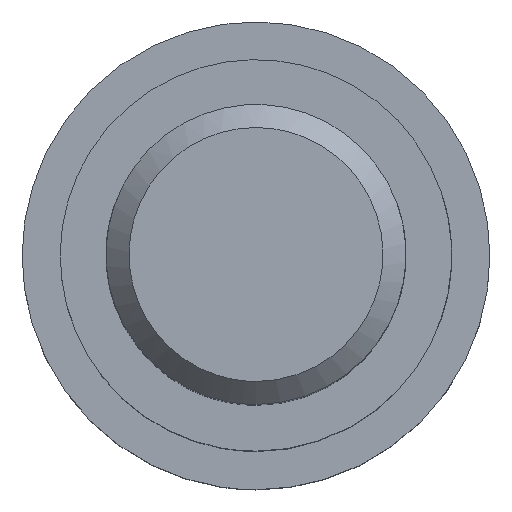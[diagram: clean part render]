
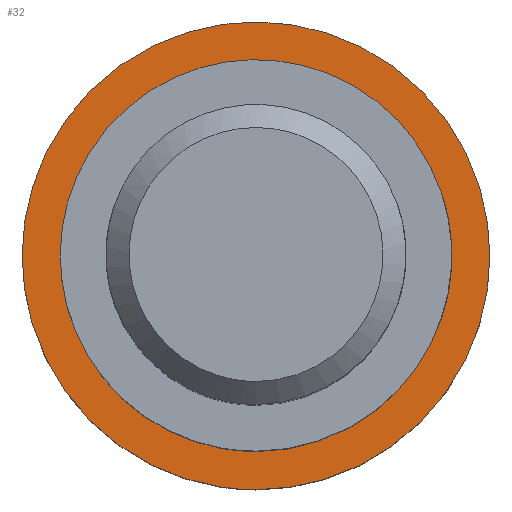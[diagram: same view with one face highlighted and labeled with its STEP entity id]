
A CAD part, top view. The second image highlights one B-rep face of the part: STEP entity #32.
In plain terms, the highlighted planar face has unit normal (0, 0, 1).
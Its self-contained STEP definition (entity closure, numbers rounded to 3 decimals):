
#32=ADVANCED_FACE('',(#47),#215,.T.);
#47=FACE_OUTER_BOUND('',#63,.T.);
#63=EDGE_LOOP('',(#98,#99,#100,#101));
#98=ORIENTED_EDGE('',*,*,#138,.F.);
#99=ORIENTED_EDGE('',*,*,#145,.T.);
#100=ORIENTED_EDGE('',*,*,#138,.T.);
#101=ORIENTED_EDGE('',*,*,#146,.F.);
#138=EDGE_CURVE('',#195,#194,#164,.T.);
#145=EDGE_CURVE('',#195,#195,#178,.T.);
#146=EDGE_CURVE('',#194,#194,#179,.T.);
#164=B_SPLINE_CURVE_WITH_KNOTS('',1,(#464,#465),.UNSPECIFIED.,.F.,.F.,(2,
2),(32.65,34.305),.UNSPECIFIED.);
#178=(
BOUNDED_CURVE()
B_SPLINE_CURVE(2,(#499,#500,#501,#502,#503,#504,#505,#506,#507),
 .UNSPECIFIED.,.T.,.F.)
B_SPLINE_CURVE_WITH_KNOTS((3,2,2,2,3),(0.,15.944,31.887,
47.831,63.774),.UNSPECIFIED.)
CURVE()
GEOMETRIC_REPRESENTATION_ITEM()
RATIONAL_B_SPLINE_CURVE((1.,0.707,1.,0.707,1.,0.707,
1.,0.707,1.))
REPRESENTATION_ITEM('')
);
#179=(
BOUNDED_CURVE()
B_SPLINE_CURVE(2,(#508,#509,#510,#511,#512,#513,#514,#515,#516),
 .UNSPECIFIED.,.T.,.F.)
B_SPLINE_CURVE_WITH_KNOTS((3,2,2,2,3),(0.,15.944,31.887,
47.831,63.774),.UNSPECIFIED.)
CURVE()
GEOMETRIC_REPRESENTATION_ITEM()
RATIONAL_B_SPLINE_CURVE((1.,0.707,1.,0.707,1.,0.707,
1.,0.707,1.))
REPRESENTATION_ITEM('')
);
#194=VERTEX_POINT('',#443);
#195=VERTEX_POINT('',#444);
#215=PLANE('',#313);
#313=AXIS2_PLACEMENT_3D('',#413,#331,$);
#331=DIRECTION('',(0.,0.,1.));
#413=CARTESIAN_POINT('',(1935.375,-7.126,-543.395));
#443=CARTESIAN_POINT('',(1935.375,-5.471,-543.395));
#444=CARTESIAN_POINT('',(1935.375,-7.126,-543.395));
#464=CARTESIAN_POINT('',(1935.375,-7.126,-543.395));
#465=CARTESIAN_POINT('',(1935.375,-5.471,-543.395));
#499=CARTESIAN_POINT('',(1935.375,-7.126,-543.395));
#500=CARTESIAN_POINT('',(1945.525,-7.126,-543.395));
#501=CARTESIAN_POINT('',(1945.525,3.024,-543.395));
#502=CARTESIAN_POINT('',(1945.525,13.174,-543.395));
#503=CARTESIAN_POINT('',(1935.375,13.174,-543.395));
#504=CARTESIAN_POINT('',(1925.225,13.174,-543.395));
#505=CARTESIAN_POINT('',(1925.225,3.024,-543.395));
#506=CARTESIAN_POINT('',(1925.225,-7.126,-543.395));
#507=CARTESIAN_POINT('',(1935.375,-7.126,-543.395));
#508=CARTESIAN_POINT('',(1935.375,-5.471,-543.395));
#509=CARTESIAN_POINT('',(1943.87,-5.471,-543.395));
#510=CARTESIAN_POINT('',(1943.87,3.024,-543.395));
#511=CARTESIAN_POINT('',(1943.87,11.519,-543.395));
#512=CARTESIAN_POINT('',(1935.375,11.519,-543.395));
#513=CARTESIAN_POINT('',(1926.88,11.519,-543.395));
#514=CARTESIAN_POINT('',(1926.88,3.024,-543.395));
#515=CARTESIAN_POINT('',(1926.88,-5.471,-543.395));
#516=CARTESIAN_POINT('',(1935.375,-5.471,-543.395));
